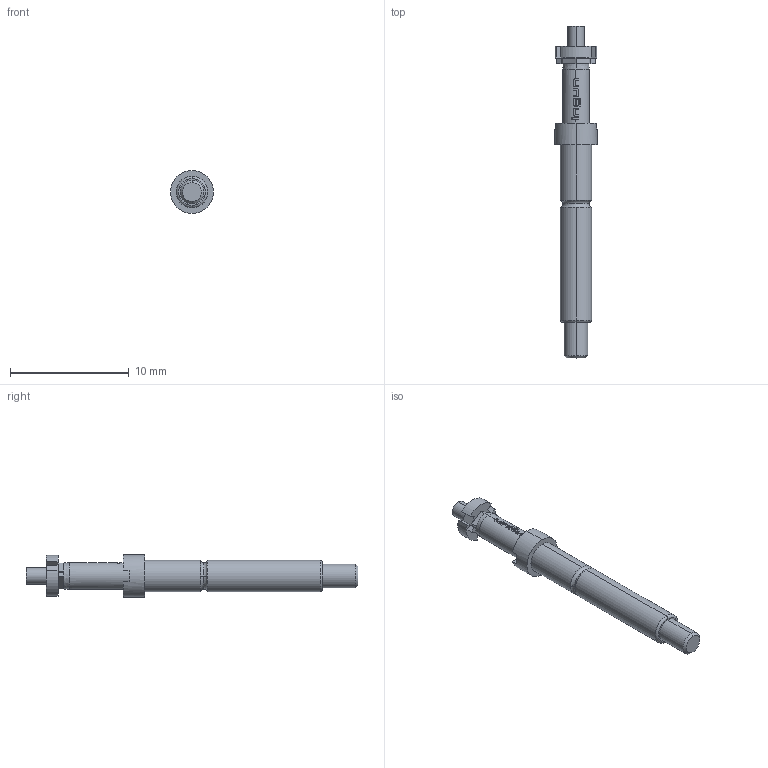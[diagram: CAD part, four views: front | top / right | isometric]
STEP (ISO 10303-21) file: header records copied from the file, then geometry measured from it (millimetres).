
FILE_DESCRIPTION (( 'STEP AP203' ), '1' );
FILE_NAME ('INGUN_T-888_302_140_170_350Axx02M.STEP', '2022-02-10T09:30:57', ( 'ochi' ), ( '' ), 'SwSTEP 2.0', 'SolidWorks 2018', '' );
FILE_SCHEMA (( 'CONFIG_CONTROL_DESIGN' ));
Length unit declared in the file: millimetre
Products named in the file (1): INGUN_T-888_302_140_170_350Axx02M
Bounding box: 3.6 x 28 x 3.6 mm (x, y, z)
Volume: 141.2 mm3; surface area: 256.7 mm2
Topology: 1 solids, 1 shells, 131 faces, 363 edges, 238 vertices
Faces by surface type: plane 66, bspline 30, cylinder 25, torus 6, cone 4
Entity records: 5227 total; most frequent: CARTESIAN_POINT 2240, ORIENTED_EDGE 726, DIRECTION 423, EDGE_CURVE 363, VERTEX_POINT 238, B_SPLINE_CURVE_WITH_KNOTS 204, AXIS2_PLACEMENT_3D 162, EDGE_LOOP 135
